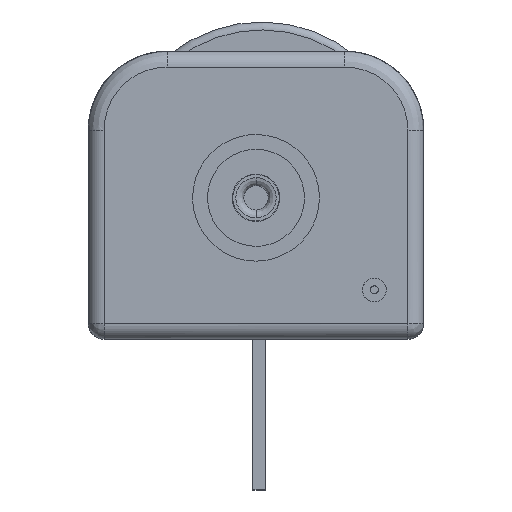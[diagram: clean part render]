
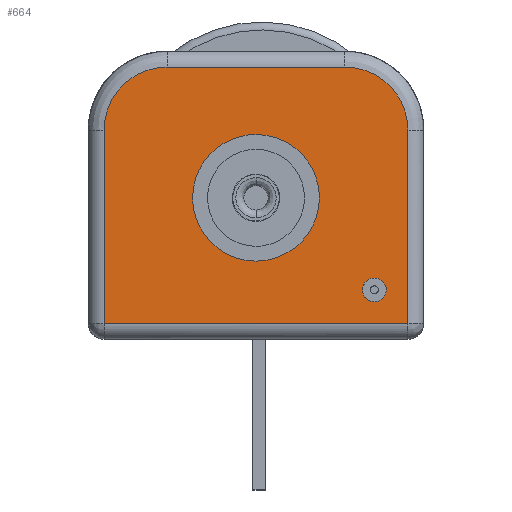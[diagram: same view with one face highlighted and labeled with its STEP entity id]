
A CAD part, front view. The second image highlights one B-rep face of the part: STEP entity #664.
In plain terms, the highlighted free-form (B-spline) face has degree [1, 1] with [2, 2] control points.
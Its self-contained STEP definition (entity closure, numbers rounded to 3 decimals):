
#60 = EDGE_CURVE ( 'NONE', #7836, #2704, #6617, .T. ) ;
#120 = CARTESIAN_POINT ( 'NONE',  ( 4., 0., -0.163 ) ) ;
#160 = CARTESIAN_POINT ( 'NONE',  ( 0., 0., 3.837 ) ) ;
#263 = ORIENTED_EDGE ( 'NONE', *, *, #4693, .F. ) ;
#302 =( BOUNDED_CURVE ( )  B_SPLINE_CURVE ( 2, ( #305, #5782, #4320, #7695, #3693 ),
 .UNSPECIFIED., .F., .F. ) 
 B_SPLINE_CURVE_WITH_KNOTS ( ( 3, 2, 3 ),
 ( -3.142, -1.571, 0. ),
 .UNSPECIFIED. ) 
 CURVE ( )  GEOMETRIC_REPRESENTATION_ITEM ( )  RATIONAL_B_SPLINE_CURVE ( ( 1., 0.707, 1., 0.707, 1. ) ) 
 REPRESENTATION_ITEM ( '' )  );
#305 = CARTESIAN_POINT ( 'NONE',  ( 6.729, 0., -5.979 ) ) ;
#349 = CARTESIAN_POINT ( 'NONE',  ( 7.479, 0., -6.729 ) ) ;
#385 = ORIENTED_EDGE ( 'NONE', *, *, #60, .F. ) ;
#412 = CARTESIAN_POINT ( 'NONE',  ( 9.6, 0., 4.1 ) ) ;
#601 = FACE_BOUND ( 'NONE', #4957, .T. ) ;
#616 = CARTESIAN_POINT ( 'NONE',  ( 0., 0., 3.837 ) ) ;
#646 = CARTESIAN_POINT ( 'NONE',  ( -9.61, 0., 8.11 ) ) ;
#664 = ADVANCED_FACE ( 'NONE', ( #601, #5353, #8059 ), #2591, .T. ) ;
#735 = CARTESIAN_POINT ( 'NONE',  ( 9.6, 0., -8.1 ) ) ;
#938 =( BOUNDED_CURVE ( )  B_SPLINE_CURVE ( 2, ( #4559, #2729, #6202 ),
 .UNSPECIFIED., .F., .T. ) 
 B_SPLINE_CURVE_WITH_KNOTS ( ( 3, 3 ),
 ( -0.785, 0.785 ),
 .UNSPECIFIED. ) 
 CURVE ( )  GEOMETRIC_REPRESENTATION_ITEM ( )  RATIONAL_B_SPLINE_CURVE ( ( 1., 0.707, 1. ) ) 
 REPRESENTATION_ITEM ( '' )  );
#1019 = CARTESIAN_POINT ( 'NONE',  ( 6.729, 0., -6.729 ) ) ;
#1119 = CARTESIAN_POINT ( 'NONE',  ( 9.6, 0., -8.1 ) ) ;
#1162 = CARTESIAN_POINT ( 'NONE',  ( -9.6, 0., -8.1 ) ) ;
#1282 = CARTESIAN_POINT ( 'NONE',  ( 0., 0., -4.163 ) ) ;
#1338 = CARTESIAN_POINT ( 'NONE',  ( 6.729, 0., -5.979 ) ) ;
#1360 = ORIENTED_EDGE ( 'NONE', *, *, #4255, .T. ) ;
#1378 = VERTEX_POINT ( 'NONE', #4801 ) ;
#1579 = ORIENTED_EDGE ( 'NONE', *, *, #7288, .T. ) ;
#1716 = CARTESIAN_POINT ( 'NONE',  ( -5.6, 0., 8.1 ) ) ;
#2310 = CARTESIAN_POINT ( 'NONE',  ( 8.229, 0., -5.979 ) ) ;
#2485 = CARTESIAN_POINT ( 'NONE',  ( -9.6, 0., -8.1 ) ) ;
#2567 = VERTEX_POINT ( 'NONE', #3355 ) ;
#2591 = B_SPLINE_SURFACE_WITH_KNOTS ( 'NONE', 1, 1, ( 
 ( #4695, #7399 ),
 ( #646, #8151 ) ),
 .UNSPECIFIED., .F., .F., .F.,
 ( 2, 2 ),
 ( 2, 2 ),
 ( -0.961, 0.961 ),
 ( -0.811, 0.811 ),
 .UNSPECIFIED. ) ;
#2704 = VERTEX_POINT ( 'NONE', #8129 ) ;
#2729 = CARTESIAN_POINT ( 'NONE',  ( 9.6, 0., 8.1 ) ) ;
#2906 = CARTESIAN_POINT ( 'NONE',  ( 5.6, 0., 8.1 ) ) ;
#3028 = VERTEX_POINT ( 'NONE', #7454 ) ;
#3116 = CARTESIAN_POINT ( 'NONE',  ( -9.6, 0., 8.1 ) ) ;
#3164 = CARTESIAN_POINT ( 'NONE',  ( -9.6, 0., 4.1 ) ) ;
#3355 = CARTESIAN_POINT ( 'NONE',  ( 0., 0., 3.837 ) ) ;
#3382 =( BOUNDED_CURVE ( )  B_SPLINE_CURVE ( 2, ( #1282, #4000, #8741, #5415, #616 ),
 .UNSPECIFIED., .F., .F. ) 
 B_SPLINE_CURVE_WITH_KNOTS ( ( 3, 2, 3 ),
 ( 0., 1.571, 3.142 ),
 .UNSPECIFIED. ) 
 CURVE ( )  GEOMETRIC_REPRESENTATION_ITEM ( )  RATIONAL_B_SPLINE_CURVE ( ( 1., 0.707, 1., 0.707, 1. ) ) 
 REPRESENTATION_ITEM ( '' )  );
#3470 = CARTESIAN_POINT ( 'NONE',  ( 0., 0., -4.163 ) ) ;
#3576 = CARTESIAN_POINT ( 'NONE',  ( 0., 0., -4.163 ) ) ;
#3622 = B_SPLINE_CURVE_WITH_KNOTS ( 'NONE', 1,
 ( #412, #6690 ),
 .UNSPECIFIED., .F., .F.,
 ( 2, 2 ),
 ( -0.205, 1.015 ),
 .UNSPECIFIED. ) ;
#3693 = CARTESIAN_POINT ( 'NONE',  ( 8.229, 0., -5.979 ) ) ;
#3766 = ORIENTED_EDGE ( 'NONE', *, *, #7131, .F. ) ;
#3871 = ORIENTED_EDGE ( 'NONE', *, *, #8525, .F. ) ;
#3932 = B_SPLINE_CURVE_WITH_KNOTS ( 'NONE', 1,
 ( #7134, #2906 ),
 .UNSPECIFIED., .F., .F.,
 ( 2, 2 ),
 ( -0.28, 0.84 ),
 .UNSPECIFIED. ) ;
#3983 =( BOUNDED_CURVE ( )  B_SPLINE_CURVE ( 2, ( #160, #8291, #120, #5004, #3470 ),
 .UNSPECIFIED., .F., .T. ) 
 B_SPLINE_CURVE_WITH_KNOTS ( ( 3, 2, 3 ),
 ( 3.142, 4.712, 6.283 ),
 .UNSPECIFIED. ) 
 CURVE ( )  GEOMETRIC_REPRESENTATION_ITEM ( )  RATIONAL_B_SPLINE_CURVE ( ( 1., 0.707, 1., 0.707, 1. ) ) 
 REPRESENTATION_ITEM ( '' )  );
#4000 = CARTESIAN_POINT ( 'NONE',  ( -4., 0., -4.163 ) ) ;
#4255 = EDGE_CURVE ( 'NONE', #2567, #7067, #3983, .T. ) ;
#4256 = ORIENTED_EDGE ( 'NONE', *, *, #4645, .F. ) ;
#4320 = CARTESIAN_POINT ( 'NONE',  ( 7.479, 0., -5.229 ) ) ;
#4558 = VERTEX_POINT ( 'NONE', #8445 ) ;
#4559 = CARTESIAN_POINT ( 'NONE',  ( 5.6, 0., 8.1 ) ) ;
#4645 = EDGE_CURVE ( 'NONE', #5312, #3028, #3932, .T. ) ;
#4693 = EDGE_CURVE ( 'NONE', #1378, #5585, #3622, .T. ) ;
#4695 = CARTESIAN_POINT ( 'NONE',  ( 9.61, 0., 8.11 ) ) ;
#4801 = CARTESIAN_POINT ( 'NONE',  ( 9.6, 0., 4.1 ) ) ;
#4957 = EDGE_LOOP ( 'NONE', ( #8258, #1360 ) ) ;
#5004 = CARTESIAN_POINT ( 'NONE',  ( 4., 0., -4.163 ) ) ;
#5227 = CARTESIAN_POINT ( 'NONE',  ( -9.6, 0., -8.1 ) ) ;
#5312 = VERTEX_POINT ( 'NONE', #1716 ) ;
#5353 = FACE_BOUND ( 'NONE', #6752, .T. ) ;
#5415 = CARTESIAN_POINT ( 'NONE',  ( -4., 0., 3.837 ) ) ;
#5585 = VERTEX_POINT ( 'NONE', #735 ) ;
#5782 = CARTESIAN_POINT ( 'NONE',  ( 6.729, 0., -5.229 ) ) ;
#5969 = CARTESIAN_POINT ( 'NONE',  ( -5.6, 0., 8.1 ) ) ;
#6137 = B_SPLINE_CURVE_WITH_KNOTS ( 'NONE', 1,
 ( #1119, #1162 ),
 .UNSPECIFIED., .F., .F.,
 ( 2, 2 ),
 ( -0.43, 1.49 ),
 .UNSPECIFIED. ) ;
#6202 = CARTESIAN_POINT ( 'NONE',  ( 9.6, 0., 4.1 ) ) ;
#6348 = CARTESIAN_POINT ( 'NONE',  ( -9.6, 0., 4.1 ) ) ;
#6617 = B_SPLINE_CURVE_WITH_KNOTS ( 'NONE', 1,
 ( #2485, #6348 ),
 .UNSPECIFIED., .F., .F.,
 ( 2, 2 ),
 ( -0.355, 0.865 ),
 .UNSPECIFIED. ) ;
#6690 = CARTESIAN_POINT ( 'NONE',  ( 9.6, 0., -8.1 ) ) ;
#6752 = EDGE_LOOP ( 'NONE', ( #1579, #7321 ) ) ;
#7067 = VERTEX_POINT ( 'NONE', #3576 ) ;
#7131 = EDGE_CURVE ( 'NONE', #2704, #5312, #7579, .T. ) ;
#7134 = CARTESIAN_POINT ( 'NONE',  ( -5.6, 0., 8.1 ) ) ;
#7288 = EDGE_CURVE ( 'NONE', #7895, #4558, #302, .T. ) ;
#7321 = ORIENTED_EDGE ( 'NONE', *, *, #7394, .T. ) ;
#7394 = EDGE_CURVE ( 'NONE', #4558, #7895, #8127, .T. ) ;
#7399 = CARTESIAN_POINT ( 'NONE',  ( 9.61, 0., -8.11 ) ) ;
#7454 = CARTESIAN_POINT ( 'NONE',  ( 5.6, 0., 8.1 ) ) ;
#7579 =( BOUNDED_CURVE ( )  B_SPLINE_CURVE ( 2, ( #3164, #3116, #5969 ),
 .UNSPECIFIED., .F., .F. ) 
 B_SPLINE_CURVE_WITH_KNOTS ( ( 3, 3 ),
 ( -0.785, 0.785 ),
 .UNSPECIFIED. ) 
 CURVE ( )  GEOMETRIC_REPRESENTATION_ITEM ( )  RATIONAL_B_SPLINE_CURVE ( ( 1., 0.707, 1. ) ) 
 REPRESENTATION_ITEM ( '' )  );
#7626 = EDGE_CURVE ( 'NONE', #7067, #2567, #3382, .T. ) ;
#7695 = CARTESIAN_POINT ( 'NONE',  ( 8.229, 0., -5.229 ) ) ;
#7736 = CARTESIAN_POINT ( 'NONE',  ( 8.229, 0., -6.729 ) ) ;
#7836 = VERTEX_POINT ( 'NONE', #5227 ) ;
#7895 = VERTEX_POINT ( 'NONE', #1338 ) ;
#8059 = FACE_OUTER_BOUND ( 'NONE', #8638, .T. ) ;
#8127 =( BOUNDED_CURVE ( )  B_SPLINE_CURVE ( 2, ( #2310, #7736, #349, #1019, #8431 ),
 .UNSPECIFIED., .F., .T. ) 
 B_SPLINE_CURVE_WITH_KNOTS ( ( 3, 2, 3 ),
 ( 0., 1.571, 3.142 ),
 .UNSPECIFIED. ) 
 CURVE ( )  GEOMETRIC_REPRESENTATION_ITEM ( )  RATIONAL_B_SPLINE_CURVE ( ( 1., 0.707, 1., 0.707, 1. ) ) 
 REPRESENTATION_ITEM ( '' )  );
#8129 = CARTESIAN_POINT ( 'NONE',  ( -9.6, 0., 4.1 ) ) ;
#8151 = CARTESIAN_POINT ( 'NONE',  ( -9.61, 0., -8.11 ) ) ;
#8258 = ORIENTED_EDGE ( 'NONE', *, *, #7626, .T. ) ;
#8291 = CARTESIAN_POINT ( 'NONE',  ( 4., 0., 3.837 ) ) ;
#8431 = CARTESIAN_POINT ( 'NONE',  ( 6.729, 0., -5.979 ) ) ;
#8445 = CARTESIAN_POINT ( 'NONE',  ( 8.229, 0., -5.979 ) ) ;
#8504 = ORIENTED_EDGE ( 'NONE', *, *, #8703, .F. ) ;
#8525 = EDGE_CURVE ( 'NONE', #3028, #1378, #938, .T. ) ;
#8638 = EDGE_LOOP ( 'NONE', ( #263, #3871, #4256, #3766, #385, #8504 ) ) ;
#8703 = EDGE_CURVE ( 'NONE', #5585, #7836, #6137, .T. ) ;
#8741 = CARTESIAN_POINT ( 'NONE',  ( -4., 0., -0.163 ) ) ;
